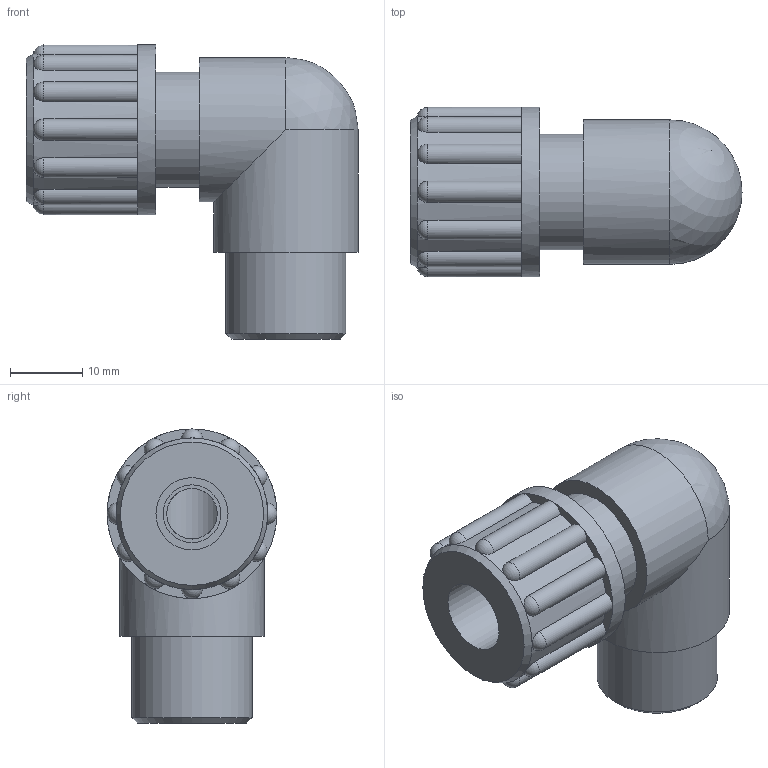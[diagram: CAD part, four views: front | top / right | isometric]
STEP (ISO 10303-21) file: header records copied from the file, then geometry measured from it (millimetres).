
FILE_DESCRIPTION(/* description */ (''),/* implementation_level */ '2;1');
FILE_NAME(/* name */ '1A200MG4538xx.stp',/* time_stamp */ '2017-10-10T09:07:47+02:00',/* author */ ('somue'),/* organization */ (''),/* preprocessor_version */ 'ST-DEVELOPER v16.13',/* originating_system */ 'Autodesk Inventor 2018',/* authorisation */ '');
FILE_SCHEMA (('CONFIG_CONTROL_DESIGN'));
Length unit declared in the file: millimetre
Products named in the file (1): 1A200MG4538xx
Bounding box: 46 x 23.5 x 40.75 mm (x, y, z)
Volume: 15695.1 mm3; surface area: 7314.2 mm2
Topology: 1 solids, 1 shells, 68 faces, 157 edges, 95 vertices
Faces by surface type: cylinder 33, plane 20, sphere 13, cone 2
Full cylindrical faces by diameter (mm): 7 x1, 8 x1, 9 x1, 10 x1, 16 x1, 16.662 x1, 20 x2, 23.5 x1
Entity records: 2133 total; most frequent: CARTESIAN_POINT 604, DIRECTION 344, ORIENTED_EDGE 280, AXIS2_PLACEMENT_3D 160, EDGE_CURVE 140, CIRCLE 90, VERTEX_POINT 90, EDGE_LOOP 86
